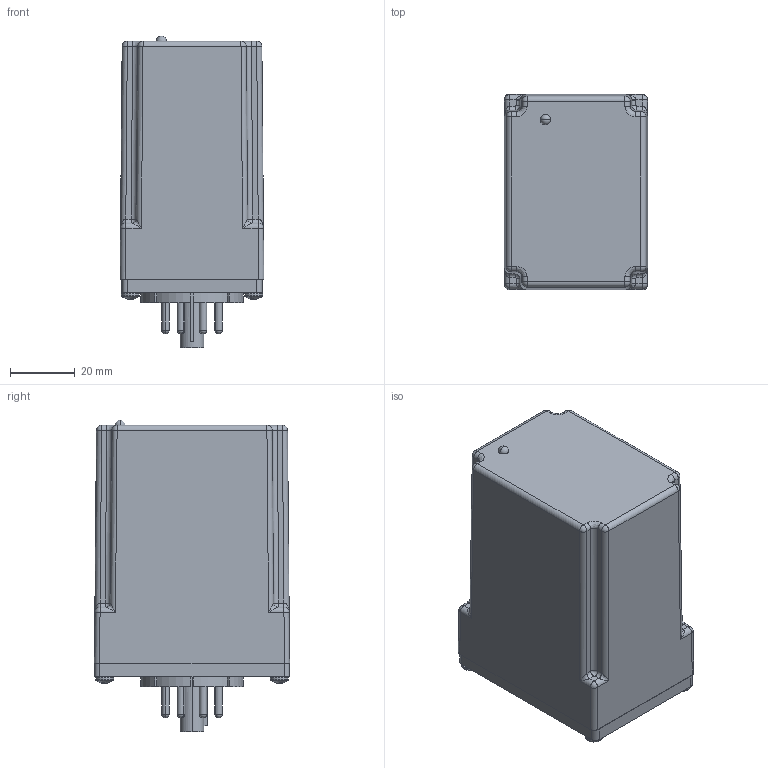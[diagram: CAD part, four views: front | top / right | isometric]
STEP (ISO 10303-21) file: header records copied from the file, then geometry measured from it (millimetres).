
FILE_DESCRIPTION (( 'STEP AP203' ), '1' );
FILE_NAME ('PMRR-1C-480A-TL.step', '2020-01-22T11:25:03', ( '' ), ( '' ), 'SwSTEP 2.0', 'SolidWorks 2019', '' );
FILE_SCHEMA (( 'CONFIG_CONTROL_DESIGN' ));
Length unit declared in the file: inch
Products named in the file (1): PMRR-1C-480A-TL
Bounding box: 44.45 x 60.33 x 96.33 mm (x, y, z)
Volume: 200482.1 mm3; surface area: 28766.5 mm2
Topology: 15 solids, 15 shells, 681 faces, 1803 edges, 1147 vertices
Faces by surface type: cylinder 280, plane 217, bspline 114, cone 40, sphere 30
Entity records: 31588 total; most frequent: CARTESIAN_POINT 16496, ORIENTED_EDGE 3502, DIRECTION 2567, EDGE_CURVE 1751, VERTEX_POINT 1129, AXIS2_PLACEMENT_3D 900, LINE 767, VECTOR 767
